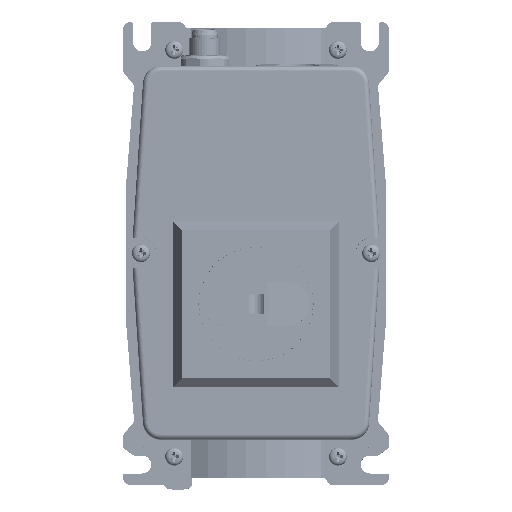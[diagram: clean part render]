
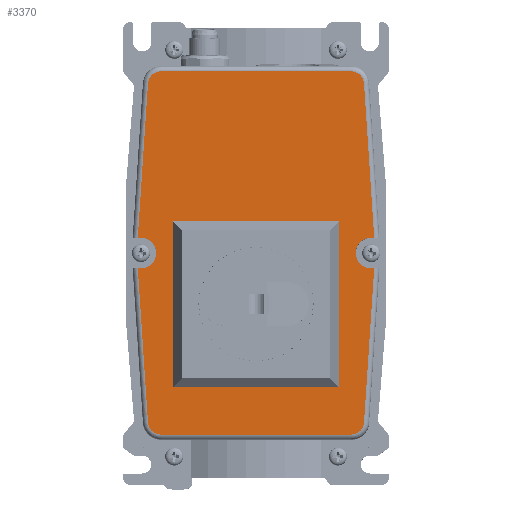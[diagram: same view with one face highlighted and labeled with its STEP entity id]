
A CAD part, top view. The second image highlights one B-rep face of the part: STEP entity #3370.
In plain terms, the highlighted planar face has unit normal (0, 0, 1).
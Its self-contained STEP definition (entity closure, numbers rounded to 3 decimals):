
#1405=AXIS2_PLACEMENT_3D('Circle Axis2P3D',#1403,#1404,$) ;
#2266=AXIS2_PLACEMENT_3D('Circle Axis2P3D',#2264,#2265,$) ;
#3234=AXIS2_PLACEMENT_3D('Circle Axis2P3D',#3232,#3233,$) ;
#3264=AXIS2_PLACEMENT_3D('Plane Axis2P3D',#3261,#3262,#3263) ;
#3277=AXIS2_PLACEMENT_3D('Circle Axis2P3D',#3275,#3276,$) ;
#3298=AXIS2_PLACEMENT_3D('Circle Axis2P3D',#3296,#3297,$) ;
#3308=AXIS2_PLACEMENT_3D('Circle Axis2P3D',#3306,#3307,$) ;
#3338=AXIS2_PLACEMENT_3D('Circle Axis2P3D',#3336,#3337,$) ;
#1375=CARTESIAN_POINT('Vertex',(98.216,98.5,129.)) ;
#1378=CARTESIAN_POINT('Line Origine',(97.608,98.5,129.)) ;
#1382=CARTESIAN_POINT('Vertex',(97.,98.5,129.)) ;
#1403=CARTESIAN_POINT('Axis2P3D Location',(97.,92.5,129.)) ;
#1407=CARTESIAN_POINT('Vertex',(97.,86.5,129.)) ;
#1445=CARTESIAN_POINT('Vertex',(98.216,86.5,129.)) ;
#1453=CARTESIAN_POINT('Line Origine',(97.608,86.5,129.)) ;
#2254=CARTESIAN_POINT('Vertex',(89.219,21.5,129.)) ;
#2261=CARTESIAN_POINT('Vertex',(94.208,26.169,129.)) ;
#2264=CARTESIAN_POINT('Axis2P3D Location',(89.219,26.5,129.)) ;
#2462=CARTESIAN_POINT('Vertex',(14.781,21.5,129.)) ;
#2465=CARTESIAN_POINT('Line Origine',(52.,21.5,129.)) ;
#3034=CARTESIAN_POINT('Vertex',(89.219,163.5,129.)) ;
#3041=CARTESIAN_POINT('Vertex',(14.781,163.5,129.)) ;
#3044=CARTESIAN_POINT('Line Origine',(52.,163.5,129.)) ;
#3229=CARTESIAN_POINT('Vertex',(94.208,158.831,129.)) ;
#3232=CARTESIAN_POINT('Axis2P3D Location',(89.219,158.5,129.)) ;
#3249=CARTESIAN_POINT('Line Origine',(98.548,93.5,129.)) ;
#3261=CARTESIAN_POINT('Axis2P3D Location',(52.,92.5,129.)) ;
#3266=CARTESIAN_POINT('Line Origine',(6.392,98.5,129.)) ;
#3270=CARTESIAN_POINT('Vertex',(5.784,98.5,129.)) ;
#3272=CARTESIAN_POINT('Vertex',(7.,98.5,129.)) ;
#3275=CARTESIAN_POINT('Axis2P3D Location',(7.,92.5,129.)) ;
#3279=CARTESIAN_POINT('Vertex',(7.,86.5,129.)) ;
#3282=CARTESIAN_POINT('Line Origine',(6.392,86.5,129.)) ;
#3286=CARTESIAN_POINT('Vertex',(5.784,86.5,129.)) ;
#3289=CARTESIAN_POINT('Line Origine',(7.788,56.334,129.)) ;
#3293=CARTESIAN_POINT('Vertex',(9.792,26.169,129.)) ;
#3296=CARTESIAN_POINT('Axis2P3D Location',(14.781,26.5,129.)) ;
#3301=CARTESIAN_POINT('Line Origine',(96.212,56.334,129.)) ;
#3306=CARTESIAN_POINT('Axis2P3D Location',(14.781,158.5,129.)) ;
#3310=CARTESIAN_POINT('Vertex',(9.792,158.831,129.)) ;
#3313=CARTESIAN_POINT('Line Origine',(7.788,128.666,129.)) ;
#3336=CARTESIAN_POINT('Axis2P3D Location',(52.,72.5,129.)) ;
#3340=CARTESIAN_POINT('Vertex',(53.6,61.364,129.)) ;
#3342=CARTESIAN_POINT('Vertex',(50.4,61.364,129.)) ;
#3345=CARTESIAN_POINT('Line Origine',(53.6,60.407,129.)) ;
#3349=CARTESIAN_POINT('Vertex',(53.6,59.45,129.)) ;
#3352=CARTESIAN_POINT('Line Origine',(52.,59.45,129.)) ;
#3356=CARTESIAN_POINT('Vertex',(50.4,59.45,129.)) ;
#3359=CARTESIAN_POINT('Line Origine',(50.4,60.407,129.)) ;
#1379=DIRECTION('Vector Direction',(1.,0.,0.)) ;
#1404=DIRECTION('Axis2P3D Direction',(0.,0.,1.)) ;
#1454=DIRECTION('Vector Direction',(1.,0.,0.)) ;
#2265=DIRECTION('Axis2P3D Direction',(0.,0.,1.)) ;
#2466=DIRECTION('Vector Direction',(1.,0.,0.)) ;
#3045=DIRECTION('Vector Direction',(-1.,0.,0.)) ;
#3233=DIRECTION('Axis2P3D Direction',(-0.,0.,1.)) ;
#3250=DIRECTION('Vector Direction',(-0.066,0.998,0.)) ;
#3262=DIRECTION('Axis2P3D Direction',(0.,0.,1.)) ;
#3263=DIRECTION('Axis2P3D XDirection',(0.,1.,0.)) ;
#3267=DIRECTION('Vector Direction',(-1.,0.,0.)) ;
#3276=DIRECTION('Axis2P3D Direction',(0.,0.,1.)) ;
#3283=DIRECTION('Vector Direction',(1.,0.,0.)) ;
#3290=DIRECTION('Vector Direction',(-0.066,0.998,0.)) ;
#3297=DIRECTION('Axis2P3D Direction',(0.,0.,1.)) ;
#3302=DIRECTION('Vector Direction',(-0.066,-0.998,0.)) ;
#3307=DIRECTION('Axis2P3D Direction',(0.,0.,1.)) ;
#3314=DIRECTION('Vector Direction',(-0.066,-0.998,0.)) ;
#3337=DIRECTION('Axis2P3D Direction',(0.,0.,1.)) ;
#3346=DIRECTION('Vector Direction',(0.,-1.,0.)) ;
#3353=DIRECTION('Vector Direction',(1.,0.,0.)) ;
#3360=DIRECTION('Vector Direction',(0.,1.,0.)) ;
#1380=VECTOR('Line Direction',#1379,1.) ;
#1455=VECTOR('Line Direction',#1454,1.) ;
#2467=VECTOR('Line Direction',#2466,1.) ;
#3046=VECTOR('Line Direction',#3045,1.) ;
#3251=VECTOR('Line Direction',#3250,1.) ;
#3268=VECTOR('Line Direction',#3267,1.) ;
#3284=VECTOR('Line Direction',#3283,1.) ;
#3291=VECTOR('Line Direction',#3290,1.) ;
#3303=VECTOR('Line Direction',#3302,1.) ;
#3315=VECTOR('Line Direction',#3314,1.) ;
#3347=VECTOR('Line Direction',#3346,1.) ;
#3354=VECTOR('Line Direction',#3353,1.) ;
#3361=VECTOR('Line Direction',#3360,1.) ;
#3319=ORIENTED_EDGE('',*,*,#3274,.T.) ;
#3320=ORIENTED_EDGE('',*,*,#3281,.T.) ;
#3321=ORIENTED_EDGE('',*,*,#3288,.T.) ;
#3322=ORIENTED_EDGE('',*,*,#3295,.T.) ;
#3323=ORIENTED_EDGE('',*,*,#3300,.T.) ;
#3324=ORIENTED_EDGE('',*,*,#2469,.T.) ;
#3325=ORIENTED_EDGE('',*,*,#2268,.T.) ;
#3326=ORIENTED_EDGE('',*,*,#3305,.T.) ;
#3327=ORIENTED_EDGE('',*,*,#1457,.T.) ;
#3328=ORIENTED_EDGE('',*,*,#1409,.T.) ;
#3329=ORIENTED_EDGE('',*,*,#1384,.T.) ;
#3330=ORIENTED_EDGE('',*,*,#3253,.T.) ;
#3331=ORIENTED_EDGE('',*,*,#3236,.T.) ;
#3332=ORIENTED_EDGE('',*,*,#3048,.T.) ;
#3333=ORIENTED_EDGE('',*,*,#3312,.T.) ;
#3334=ORIENTED_EDGE('',*,*,#3317,.T.) ;
#3365=ORIENTED_EDGE('',*,*,#3344,.F.) ;
#3366=ORIENTED_EDGE('',*,*,#3351,.F.) ;
#3367=ORIENTED_EDGE('',*,*,#3358,.F.) ;
#3368=ORIENTED_EDGE('',*,*,#3363,.F.) ;
#3369=FACE_BOUND('',#3364,.T.) ;
#3370=ADVANCED_FACE('Baugruppe\\2386480000.3\\2386480000',(#3335,#3369),#3265,.T.) ;
#1406=CIRCLE('generated circle',#1405,6.) ;
#2267=CIRCLE('generated circle',#2266,5.) ;
#3235=CIRCLE('generated circle',#3234,5.) ;
#3278=CIRCLE('generated circle',#3277,6.) ;
#3299=CIRCLE('generated circle',#3298,5.) ;
#3309=CIRCLE('generated circle',#3308,5.) ;
#3339=CIRCLE('generated circle',#3338,11.25) ;
#1384=EDGE_CURVE('',#1383,#1376,#1381,.T.) ;
#1409=EDGE_CURVE('',#1408,#1383,#1406,.F.) ;
#1457=EDGE_CURVE('',#1446,#1408,#1456,.F.) ;
#2268=EDGE_CURVE('',#2255,#2262,#2267,.T.) ;
#2469=EDGE_CURVE('',#2463,#2255,#2468,.T.) ;
#3048=EDGE_CURVE('',#3035,#3042,#3047,.T.) ;
#3236=EDGE_CURVE('',#3230,#3035,#3235,.T.) ;
#3253=EDGE_CURVE('',#1376,#3230,#3252,.T.) ;
#3274=EDGE_CURVE('',#3271,#3273,#3269,.F.) ;
#3281=EDGE_CURVE('',#3273,#3280,#3278,.F.) ;
#3288=EDGE_CURVE('',#3280,#3287,#3285,.F.) ;
#3295=EDGE_CURVE('',#3287,#3294,#3292,.F.) ;
#3300=EDGE_CURVE('',#3294,#2463,#3299,.T.) ;
#3305=EDGE_CURVE('',#2262,#1446,#3304,.F.) ;
#3312=EDGE_CURVE('',#3042,#3311,#3309,.T.) ;
#3317=EDGE_CURVE('',#3311,#3271,#3316,.T.) ;
#3344=EDGE_CURVE('',#3341,#3343,#3339,.T.) ;
#3351=EDGE_CURVE('',#3350,#3341,#3348,.F.) ;
#3358=EDGE_CURVE('',#3357,#3350,#3355,.T.) ;
#3363=EDGE_CURVE('',#3343,#3357,#3362,.F.) ;
#3318=EDGE_LOOP('',(#3319,#3320,#3321,#3322,#3323,#3324,#3325,#3326,#3327,#3328,#3329,#3330,#3331,#3332,#3333,#3334)) ;
#3364=EDGE_LOOP('',(#3365,#3366,#3367,#3368)) ;
#3335=FACE_OUTER_BOUND('',#3318,.T.) ;
#1381=LINE('Line',#1378,#1380) ;
#1456=LINE('Line',#1453,#1455) ;
#2468=LINE('Line',#2465,#2467) ;
#3047=LINE('Line',#3044,#3046) ;
#3252=LINE('Line',#3249,#3251) ;
#3269=LINE('Line',#3266,#3268) ;
#3285=LINE('Line',#3282,#3284) ;
#3292=LINE('Line',#3289,#3291) ;
#3304=LINE('Line',#3301,#3303) ;
#3316=LINE('Line',#3313,#3315) ;
#3348=LINE('Line',#3345,#3347) ;
#3355=LINE('Line',#3352,#3354) ;
#3362=LINE('Line',#3359,#3361) ;
#3265=PLANE('',#3264) ;
#1376=VERTEX_POINT('',#1375) ;
#1383=VERTEX_POINT('',#1382) ;
#1408=VERTEX_POINT('',#1407) ;
#1446=VERTEX_POINT('',#1445) ;
#2255=VERTEX_POINT('',#2254) ;
#2262=VERTEX_POINT('',#2261) ;
#2463=VERTEX_POINT('',#2462) ;
#3035=VERTEX_POINT('',#3034) ;
#3042=VERTEX_POINT('',#3041) ;
#3230=VERTEX_POINT('',#3229) ;
#3271=VERTEX_POINT('',#3270) ;
#3273=VERTEX_POINT('',#3272) ;
#3280=VERTEX_POINT('',#3279) ;
#3287=VERTEX_POINT('',#3286) ;
#3294=VERTEX_POINT('',#3293) ;
#3311=VERTEX_POINT('',#3310) ;
#3341=VERTEX_POINT('',#3340) ;
#3343=VERTEX_POINT('',#3342) ;
#3350=VERTEX_POINT('',#3349) ;
#3357=VERTEX_POINT('',#3356) ;
